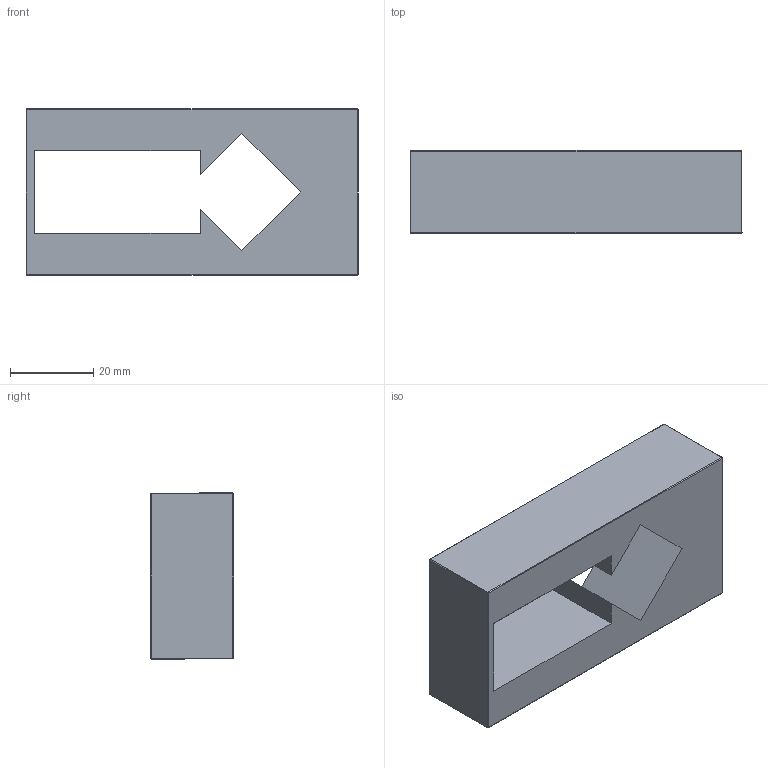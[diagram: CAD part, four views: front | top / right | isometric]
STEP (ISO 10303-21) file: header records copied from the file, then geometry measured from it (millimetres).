
FILE_DESCRIPTION(/* description */ (''),/* implementation_level */ '2;1');
FILE_NAME(/* name */ 'STEC7DC',/* time_stamp */ '2025-05-12T23:39:07+08:00',/* author */ (''),/* organization */ (''),/* preprocessor_version */ 'ST-DEVELOPER v16.5',/* originating_system */ '',/* authorisation */ '');
FILE_SCHEMA (('CONFIG_CONTROL_DESIGN'));
Length unit declared in the file: millimetre
Products named in the file (1): Document
Bounding box: 80 x 20 x 40 mm (x, y, z)
Volume: 40338.4 mm3; surface area: 12386.2 mm2
Topology: 1 solids, 1 shells, 35 faces, 75 edges, 42 vertices
Faces by surface type: bspline 35
Entity records: 1951 total; most frequent: CARTESIAN_POINT 892, B_SPLINE_CURVE_WITH_KNOTS 201, ORIENTED_EDGE 150, PCURVE 150, DEFINITIONAL_REPRESENTATION 150, SURFACE_CURVE 75, EDGE_CURVE 75, VERTEX_POINT 42
